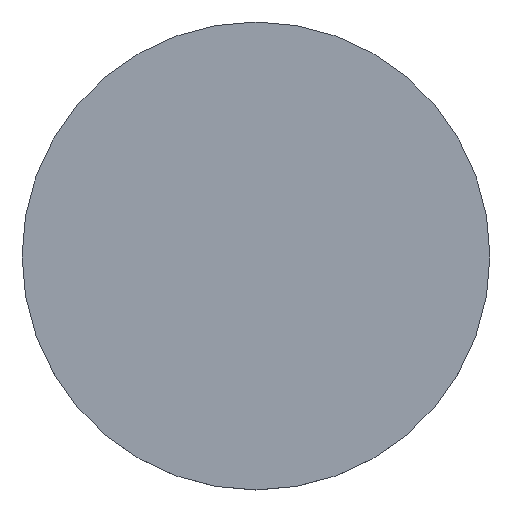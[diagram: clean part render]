
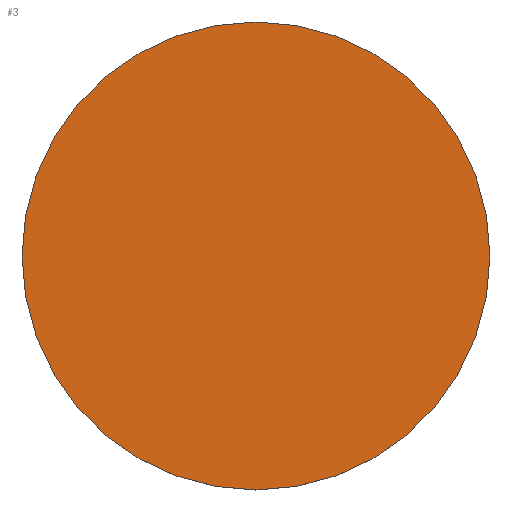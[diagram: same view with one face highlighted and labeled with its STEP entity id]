
A CAD part, top view. The second image highlights one B-rep face of the part: STEP entity #3.
In plain terms, the highlighted planar face has unit normal (0, 0, 1).
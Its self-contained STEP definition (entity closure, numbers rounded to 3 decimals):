
#3 = ADVANCED_FACE ( 'NONE', ( #299 ), #62, .T. ) ;
#14 = CIRCLE ( 'NONE', #276, 70. ) ;
#15 = VERTEX_POINT ( 'NONE', #98 ) ;
#34 = ORIENTED_EDGE ( 'NONE', *, *, #129, .T. ) ;
#38 = DIRECTION ( 'NONE',  ( 0., 0., 1. ) ) ;
#55 = CARTESIAN_POINT ( 'NONE',  ( 0., 0., 0. ) ) ;
#62 = PLANE ( 'NONE',  #104 ) ;
#93 = DIRECTION ( 'NONE',  ( 0., 0., 1. ) ) ;
#98 = CARTESIAN_POINT ( 'NONE',  ( 70., 0., 0. ) ) ;
#101 = CARTESIAN_POINT ( 'NONE',  ( -70., 0., 0. ) ) ;
#104 = AXIS2_PLACEMENT_3D ( 'NONE', #134, #38, #112 ) ;
#109 = ORIENTED_EDGE ( 'NONE', *, *, #319, .T. ) ;
#112 = DIRECTION ( 'NONE',  ( 1., 0., 0. ) ) ;
#129 = EDGE_CURVE ( 'NONE', #190, #15, #269, .T. ) ;
#134 = CARTESIAN_POINT ( 'NONE',  ( 0., 0., 0. ) ) ;
#190 = VERTEX_POINT ( 'NONE', #101 ) ;
#197 = CARTESIAN_POINT ( 'NONE',  ( 0., 0., 0. ) ) ;
#243 = AXIS2_PLACEMENT_3D ( 'NONE', #197, #93, #305 ) ;
#266 = DIRECTION ( 'NONE',  ( 0., 0., 1. ) ) ;
#269 = CIRCLE ( 'NONE', #243, 70. ) ;
#276 = AXIS2_PLACEMENT_3D ( 'NONE', #55, #266, #331 ) ;
#277 = EDGE_LOOP ( 'NONE', ( #109, #34 ) ) ;
#299 = FACE_OUTER_BOUND ( 'NONE', #277, .T. ) ;
#305 = DIRECTION ( 'NONE',  ( 1., 0., 0. ) ) ;
#319 = EDGE_CURVE ( 'NONE', #15, #190, #14, .T. ) ;
#331 = DIRECTION ( 'NONE',  ( 1., 0., 0. ) ) ;
